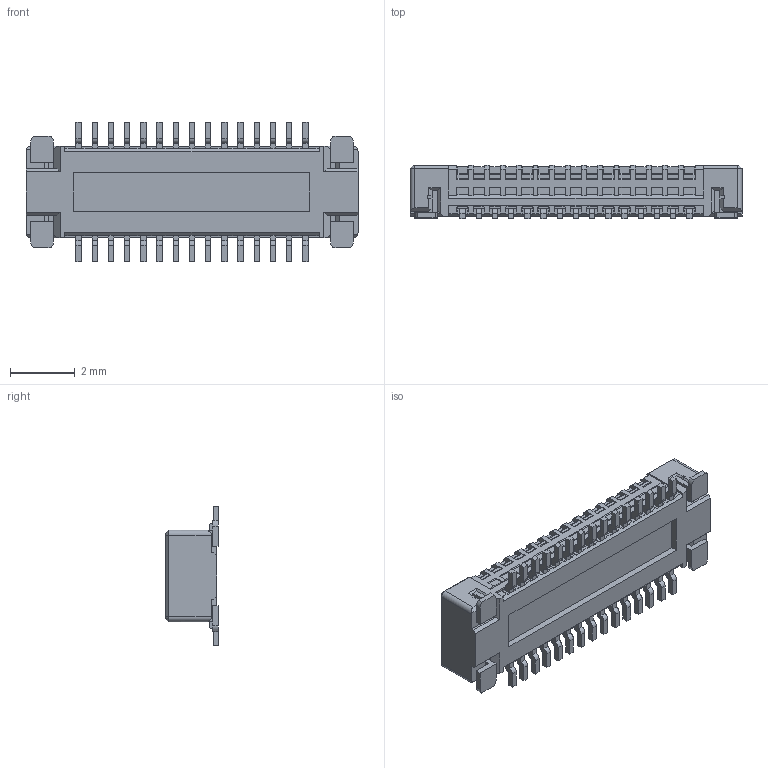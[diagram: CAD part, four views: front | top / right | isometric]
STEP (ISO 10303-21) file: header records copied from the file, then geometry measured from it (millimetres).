
FILE_DESCRIPTION((''),'2;1');
FILE_NAME('556500388','2019-02-20T',('gga'),(''),'PRO/ENGINEER BY PARAMETRIC TECHNOLOGY CORPORATION, 2016010','PRO/ENGINEER BY PARAMETRIC TECHNOLOGY CORPORATION, 2016010','');
FILE_SCHEMA(('CONFIG_CONTROL_DESIGN'));
Length unit declared in the file: millimetre
Products named in the file (1): 556500388
Bounding box: 10.25 x 1.65 x 4.3 mm (x, y, z)
Volume: 26 mm3; surface area: 195.3 mm2
Topology: 1 solids, 1 shells, 1379 faces, 4304 edges, 2808 vertices
Faces by surface type: plane 1265, cylinder 106, cone 8
Entity records: 46985 total; most frequent: ORIENTED_EDGE 8552, CARTESIAN_POINT 8478, DIRECTION 7284, EDGE_CURVE 4276, VECTOR 4076, LINE 4076, VERTEX_POINT 2780, AXIS2_PLACEMENT_3D 1604
